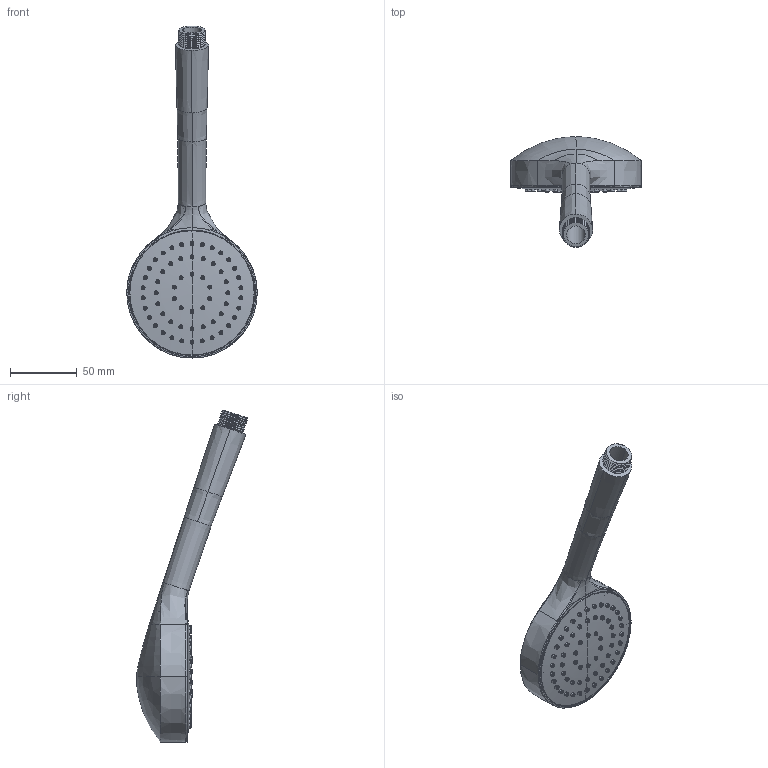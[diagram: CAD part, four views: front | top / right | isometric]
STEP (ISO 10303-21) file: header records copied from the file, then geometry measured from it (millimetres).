
FILE_DESCRIPTION((''),'2;1');
FILE_NAME('DC5066','2020-02-06T13:03:39',('carloff'),(''),'CREO PARAMETRIC BY PTC INC, 2018100','CREO PARAMETRIC BY PTC INC, 2018100','');
FILE_SCHEMA(('CONFIG_CONTROL_DESIGN'));
Length unit declared in the file: millimetre
Products named in the file (1): DC5066
Bounding box: 98 x 83.39 x 249.56 mm (x, y, z)
Volume: 287606.1 mm3; surface area: 52003.3 mm2
Topology: 2 solids, 2 shells, 695 faces, 1410 edges, 832 vertices
Faces by surface type: cylinder 244, torus 240, plane 65, sphere 64, bspline 44, cone 38
Entity records: 23147 total; most frequent: CARTESIAN_POINT 8715, DIRECTION 3185, ORIENTED_EDGE 2812, AXIS2_PLACEMENT_3D 1444, EDGE_CURVE 1406, VERTEX_POINT 832, EDGE_LOOP 812, CIRCLE 793
